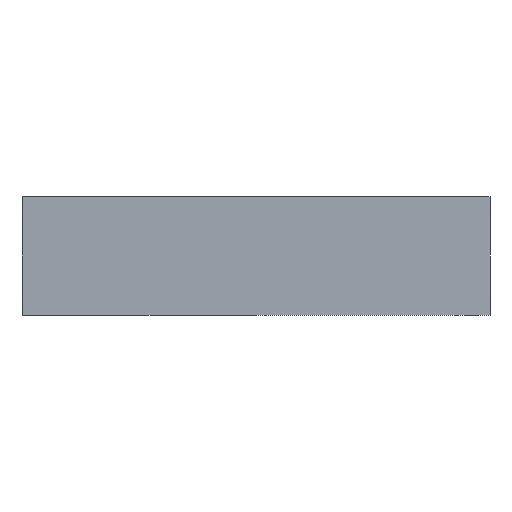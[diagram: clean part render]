
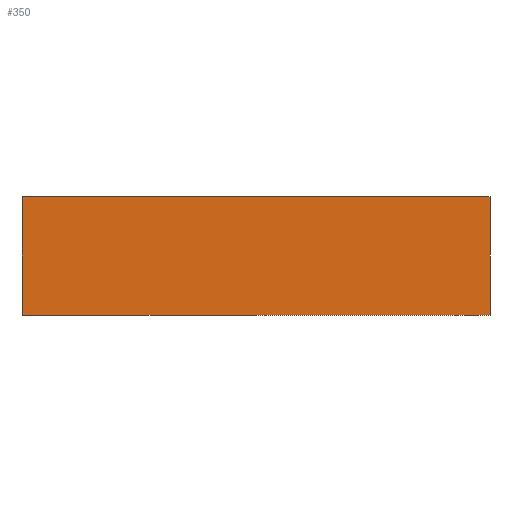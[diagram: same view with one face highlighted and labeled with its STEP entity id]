
A CAD part, left-side view. The second image highlights one B-rep face of the part: STEP entity #350.
In plain terms, the highlighted planar face has unit normal (-1, 0, 0).
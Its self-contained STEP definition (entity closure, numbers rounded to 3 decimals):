
#22 = VERTEX_POINT('',#23);
#23 = CARTESIAN_POINT('',(-28.4,30.65,0.));
#31 = EDGE_CURVE('',#22,#32,#34,.T.);
#32 = VERTEX_POINT('',#33);
#33 = CARTESIAN_POINT('',(-28.4,30.65,15.5));
#34 = LINE('',#35,#36);
#35 = CARTESIAN_POINT('',(-28.4,30.65,0.));
#36 = VECTOR('',#37,1.);
#37 = DIRECTION('',(0.,0.,1.));
#103 = VERTEX_POINT('',#104);
#104 = CARTESIAN_POINT('',(-28.4,-30.65,0.));
#110 = EDGE_CURVE('',#103,#22,#111,.T.);
#111 = LINE('',#112,#113);
#112 = CARTESIAN_POINT('',(-28.4,-30.65,0.));
#113 = VECTOR('',#114,1.);
#114 = DIRECTION('',(0.,1.,0.));
#298 = EDGE_CURVE('',#299,#32,#301,.T.);
#299 = VERTEX_POINT('',#300);
#300 = CARTESIAN_POINT('',(-28.4,-30.65,15.5));
#301 = LINE('',#302,#303);
#302 = CARTESIAN_POINT('',(-28.4,-30.65,15.5));
#303 = VECTOR('',#304,1.);
#304 = DIRECTION('',(0.,1.,0.));
#350 = ADVANCED_FACE('',(#351),#362,.T.);
#351 = FACE_BOUND('',#352,.T.);
#352 = EDGE_LOOP('',(#353,#359,#360,#361));
#353 = ORIENTED_EDGE('',*,*,#354,.T.);
#354 = EDGE_CURVE('',#103,#299,#355,.T.);
#355 = LINE('',#356,#357);
#356 = CARTESIAN_POINT('',(-28.4,-30.65,0.));
#357 = VECTOR('',#358,1.);
#358 = DIRECTION('',(0.,0.,1.));
#359 = ORIENTED_EDGE('',*,*,#298,.T.);
#360 = ORIENTED_EDGE('',*,*,#31,.F.);
#361 = ORIENTED_EDGE('',*,*,#110,.F.);
#362 = PLANE('',#363);
#363 = AXIS2_PLACEMENT_3D('',#364,#365,#366);
#364 = CARTESIAN_POINT('',(-28.4,-30.65,0.));
#365 = DIRECTION('',(-1.,0.,0.));
#366 = DIRECTION('',(0.,1.,0.));
